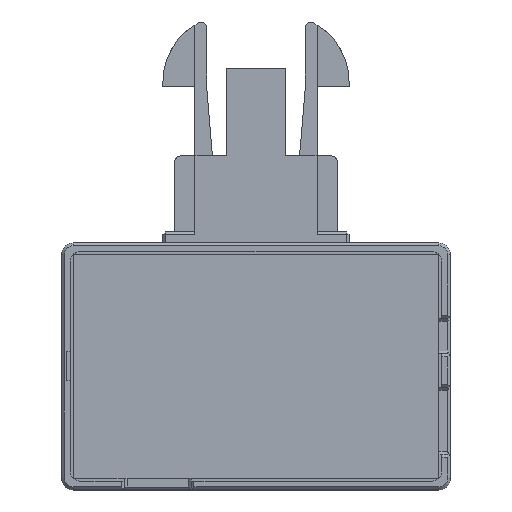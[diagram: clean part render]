
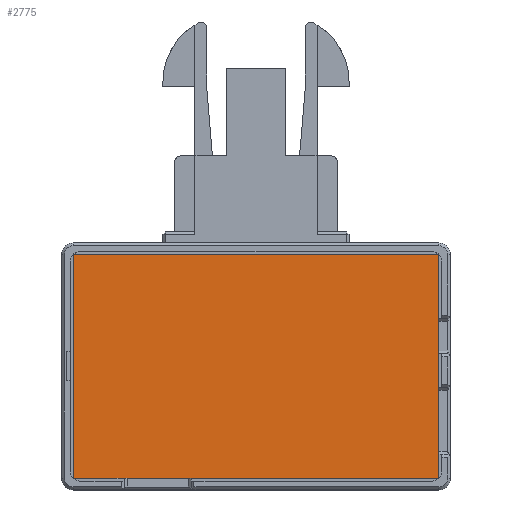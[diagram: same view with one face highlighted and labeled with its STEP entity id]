
A CAD part, top view. The second image highlights one B-rep face of the part: STEP entity #2775.
In plain terms, the highlighted planar face has unit normal (0, 0, 1).
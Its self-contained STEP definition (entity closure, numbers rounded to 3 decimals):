
#230=FACE_OUTER_BOUND('',#379,.T.);
#379=EDGE_LOOP('',(#2501,#2502,#2503,#2504));
#717=LINE('',#4467,#1069);
#728=LINE('',#4489,#1080);
#729=LINE('',#4492,#1081);
#731=LINE('',#4495,#1083);
#1069=VECTOR('',#3672,10.);
#1080=VECTOR('',#3699,10.);
#1081=VECTOR('',#3702,10.);
#1083=VECTOR('',#3706,10.);
#1323=VERTEX_POINT('',#4464);
#1324=VERTEX_POINT('',#4466);
#1327=VERTEX_POINT('',#4487);
#1328=VERTEX_POINT('',#4491);
#1706=EDGE_CURVE('',#1323,#1324,#717,.T.);
#1717=EDGE_CURVE('',#1327,#1323,#728,.T.);
#1718=EDGE_CURVE('',#1324,#1328,#729,.T.);
#1720=EDGE_CURVE('',#1328,#1327,#731,.T.);
#2501=ORIENTED_EDGE('',*,*,#1720,.F.);
#2502=ORIENTED_EDGE('',*,*,#1718,.F.);
#2503=ORIENTED_EDGE('',*,*,#1706,.F.);
#2504=ORIENTED_EDGE('',*,*,#1717,.F.);
#2628=PLANE('',#2977);
#2775=ADVANCED_FACE('',(#230),#2628,.F.);
#2977=AXIS2_PLACEMENT_3D('',#4496,#3707,#3708);
#3672=DIRECTION('',(-1.,0.,0.));
#3699=DIRECTION('',(0.,-1.,0.));
#3702=DIRECTION('',(0.,1.,0.));
#3706=DIRECTION('',(1.,0.,0.));
#3707=DIRECTION('center_axis',(0.,0.,-1.));
#3708=DIRECTION('ref_axis',(-1.,0.,0.));
#4464=CARTESIAN_POINT('',(237.8,-19.2,1.6));
#4466=CARTESIAN_POINT('',(175.,-19.2,1.6));
#4467=CARTESIAN_POINT('',(237.8,-19.2,1.6));
#4487=CARTESIAN_POINT('',(237.8,19.2,1.6));
#4489=CARTESIAN_POINT('',(237.8,19.2,1.6));
#4491=CARTESIAN_POINT('',(175.,19.2,1.6));
#4492=CARTESIAN_POINT('',(175.,-19.2,1.6));
#4495=CARTESIAN_POINT('',(175.,19.2,1.6));
#4496=CARTESIAN_POINT('Origin',(206.4,0.,1.6));
